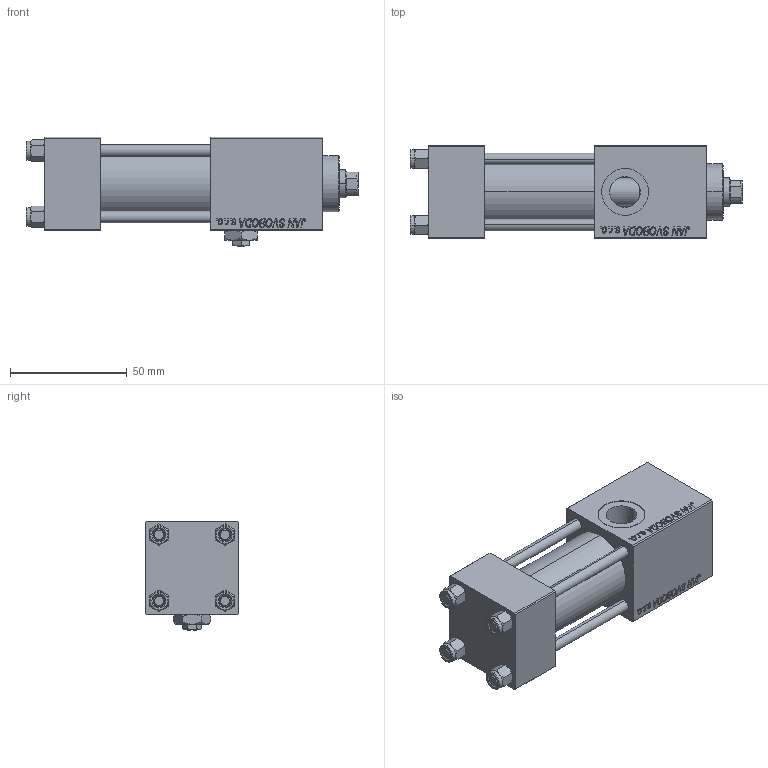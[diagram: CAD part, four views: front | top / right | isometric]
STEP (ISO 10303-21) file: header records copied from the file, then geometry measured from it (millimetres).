
FILE_DESCRIPTION (( 'STEP AP203' ), '1' );
FILE_NAME ('85d4.STEP', '2022-04-16T11:31:38', ( '' ), ( '' ), 'SwSTEP 2.0', 'SolidWorks 2019', '' );
FILE_SCHEMA (( 'CONFIG_CONTROL_DESIGN' ));
Length unit declared in the file: millimetre
Products named in the file (7): Zatka_pro_OIL_PORT 5aa49d157a0a1bfaa1ecbb484409db02; 85d4; V215CR_C_TYCINKA 5aa49d157a0a1bfaa1ecbb484409db02; NUT_M5_C 5aa49d157a0a1bfaa1ecbb484409db02; V215CR_C_Body 5aa49d157a0a1bfaa1ecbb484409db02; V215CR_VCP_C 5aa49d157a0a1bfaa1ecbb484409db02; V215_VC_A 5aa49d157a0a1bfaa1ecbb484409db02
Assembly tree (12 placements, depth 2):
  85d4
    V215CR_C_Body 5aa49d157a0a1bfaa1ecbb484409db02
    V215CR_VCP_C 5aa49d157a0a1bfaa1ecbb484409db02
    NUT_M5_C 5aa49d157a0a1bfaa1ecbb484409db02  x4
    V215CR_C_TYCINKA 5aa49d157a0a1bfaa1ecbb484409db02  x4
    V215_VC_A 5aa49d157a0a1bfaa1ecbb484409db02
    Zatka_pro_OIL_PORT 5aa49d157a0a1bfaa1ecbb484409db02
Bounding box: 142 x 40 x 47 mm (x, y, z)
Volume: 141940.6 mm3; surface area: 55198.8 mm2
Topology: 12 solids, 12 shells, 1201 faces, 2995 edges, 1935 vertices
Faces by surface type: plane 551, bspline 392, cone 156, cylinder 94, torus 8
Entity records: 51990 total; most frequent: CARTESIAN_POINT 27667, ORIENTED_EDGE 5482, DIRECTION 3517, EDGE_CURVE 2741, VERTEX_POINT 1791, LINE 1631, VECTOR 1631, EDGE_LOOP 1212
